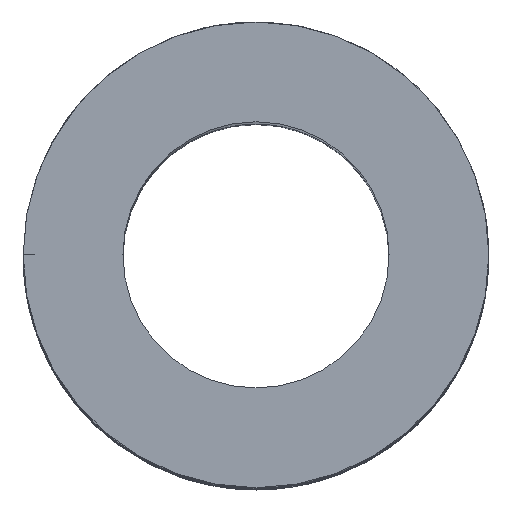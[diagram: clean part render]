
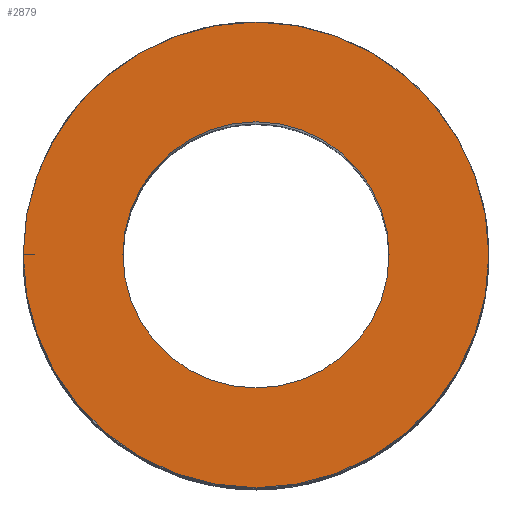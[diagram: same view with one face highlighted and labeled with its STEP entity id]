
A CAD part, top view. The second image highlights one B-rep face of the part: STEP entity #2879.
In plain terms, the highlighted planar face has unit normal (0, 0, 1).
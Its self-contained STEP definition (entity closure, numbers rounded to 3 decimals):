
#139 = EDGE_CURVE ( 'NONE', #4520, #15048, #15503, .T. ) ;
#327 = DIRECTION ( 'NONE',  ( 0., 0., 1. ) ) ;
#1729 = DIRECTION ( 'NONE',  ( -1., 0., 0. ) ) ;
#2094 = CARTESIAN_POINT ( 'NONE',  ( -2., 0., 24. ) ) ;
#2210 = CARTESIAN_POINT ( 'NONE',  ( 0., 0., 24. ) ) ;
#2655 = DIRECTION ( 'NONE',  ( 0., 0., 1. ) ) ;
#2879 = ADVANCED_FACE ( 'NONE', ( #7316, #12934 ), #14499, .T. ) ;
#3031 = CARTESIAN_POINT ( 'NONE',  ( -3.5, 0., 24. ) ) ;
#3183 = DIRECTION ( 'NONE',  ( 1., 0., 0. ) ) ;
#3953 = EDGE_CURVE ( 'NONE', #17903, #4439, #8336, .T. ) ;
#4188 = DIRECTION ( 'NONE',  ( 0., 0., 1. ) ) ;
#4439 = VERTEX_POINT ( 'NONE', #8706 ) ;
#4520 = VERTEX_POINT ( 'NONE', #8796 ) ;
#5269 = EDGE_LOOP ( 'NONE', ( #6945, #12630 ) ) ;
#6029 = CARTESIAN_POINT ( 'NONE',  ( 0., 0., 24. ) ) ;
#6054 = ORIENTED_EDGE ( 'NONE', *, *, #139, .T. ) ;
#6530 = CARTESIAN_POINT ( 'NONE',  ( 0., 0., 24. ) ) ;
#6945 = ORIENTED_EDGE ( 'NONE', *, *, #3953, .T. ) ;
#7316 = FACE_BOUND ( 'NONE', #11481, .T. ) ;
#7521 = CIRCLE ( 'NONE', #13108, 3.5 ) ;
#7854 = AXIS2_PLACEMENT_3D ( 'NONE', #10479, #9093, #11577 ) ;
#8336 = CIRCLE ( 'NONE', #13058, 3.5 ) ;
#8706 = CARTESIAN_POINT ( 'NONE',  ( 3.5, 0., 24. ) ) ;
#8796 = CARTESIAN_POINT ( 'NONE',  ( 2., 0., 24. ) ) ;
#8800 = CIRCLE ( 'NONE', #13496, 2. ) ;
#9093 = DIRECTION ( 'NONE',  ( 0., 0., -1. ) ) ;
#9728 = EDGE_CURVE ( 'NONE', #15048, #4520, #8800, .T. ) ;
#9918 = DIRECTION ( 'NONE',  ( 0., 0., -1. ) ) ;
#10479 = CARTESIAN_POINT ( 'NONE',  ( 0., 0., 24. ) ) ;
#11479 = CARTESIAN_POINT ( 'NONE',  ( 0., 0., 24. ) ) ;
#11481 = EDGE_LOOP ( 'NONE', ( #11644, #6054 ) ) ;
#11577 = DIRECTION ( 'NONE',  ( -1., 0., 0. ) ) ;
#11611 = AXIS2_PLACEMENT_3D ( 'NONE', #6029, #327, #3183 ) ;
#11644 = ORIENTED_EDGE ( 'NONE', *, *, #9728, .T. ) ;
#12142 = DIRECTION ( 'NONE',  ( 1., 0., 0. ) ) ;
#12630 = ORIENTED_EDGE ( 'NONE', *, *, #17483, .T. ) ;
#12934 = FACE_OUTER_BOUND ( 'NONE', #5269, .T. ) ;
#13058 = AXIS2_PLACEMENT_3D ( 'NONE', #2210, #4188, #15411 ) ;
#13108 = AXIS2_PLACEMENT_3D ( 'NONE', #6530, #2655, #12142 ) ;
#13496 = AXIS2_PLACEMENT_3D ( 'NONE', #11479, #9918, #1729 ) ;
#14499 = PLANE ( 'NONE',  #11611 ) ;
#15048 = VERTEX_POINT ( 'NONE', #2094 ) ;
#15411 = DIRECTION ( 'NONE',  ( 1., 0., 0. ) ) ;
#15503 = CIRCLE ( 'NONE', #7854, 2. ) ;
#17483 = EDGE_CURVE ( 'NONE', #4439, #17903, #7521, .T. ) ;
#17903 = VERTEX_POINT ( 'NONE', #3031 ) ;
